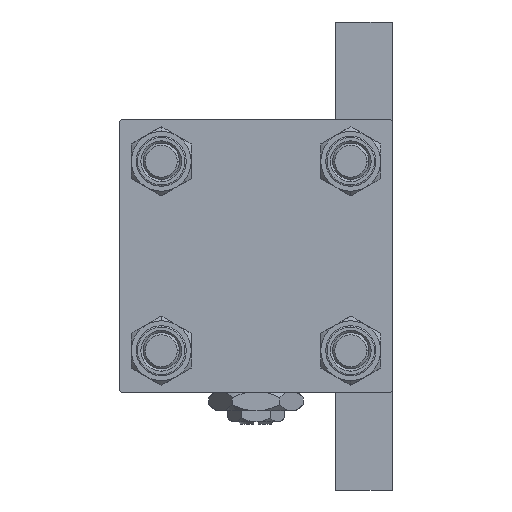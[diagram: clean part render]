
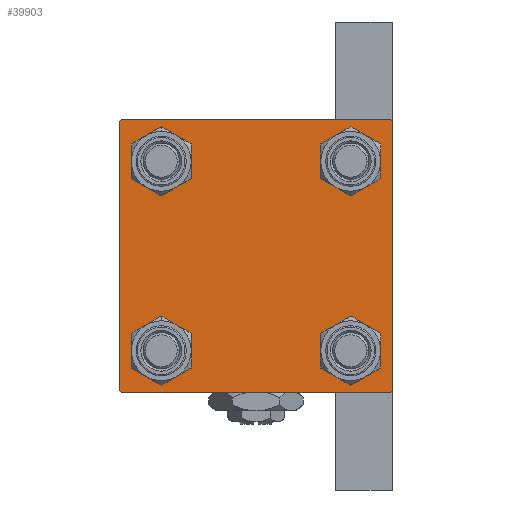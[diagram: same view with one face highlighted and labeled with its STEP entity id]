
A CAD part, left-side view. The second image highlights one B-rep face of the part: STEP entity #39903.
In plain terms, the highlighted planar face has unit normal (-1, 0, 0).
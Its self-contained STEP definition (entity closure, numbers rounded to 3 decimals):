
#764 = LINE ( 'NONE', #27621, #12121 ) ;
#1051 = EDGE_CURVE ( 'NONE', #9456, #29985, #44946, .T. ) ;
#1246 = ORIENTED_EDGE ( 'NONE', *, *, #26973, .T. ) ;
#1495 = FACE_BOUND ( 'NONE', #13807, .T. ) ;
#2416 = AXIS2_PLACEMENT_3D ( 'NONE', #26067, #40788, #5419 ) ;
#2452 = LINE ( 'NONE', #38071, #32057 ) ;
#3444 = CARTESIAN_POINT ( 'NONE',  ( 0., -20.85, -16.35 ) ) ;
#3489 = CARTESIAN_POINT ( 'NONE',  ( 0., 30., -30. ) ) ;
#3734 = EDGE_CURVE ( 'NONE', #30751, #9630, #26651, .T. ) ;
#4378 = DIRECTION ( 'NONE',  ( 1., 0., 0. ) ) ;
#4872 = DIRECTION ( 'NONE',  ( 1., 0., 0. ) ) ;
#4881 = EDGE_CURVE ( 'NONE', #30255, #33442, #18732, .T. ) ;
#4937 = EDGE_CURVE ( 'NONE', #49218, #45288, #764, .T. ) ;
#5012 = ORIENTED_EDGE ( 'NONE', *, *, #29585, .T. ) ;
#5072 = CARTESIAN_POINT ( 'NONE',  ( 0., 20.85, -25.35 ) ) ;
#5419 = DIRECTION ( 'NONE',  ( 0., 0., 1. ) ) ;
#5833 = CARTESIAN_POINT ( 'NONE',  ( 0., -30., -29.5 ) ) ;
#7149 = VECTOR ( 'NONE', #31035, 1000. ) ;
#7191 = CARTESIAN_POINT ( 'NONE',  ( 0., -29.75, 29.75 ) ) ;
#7262 = EDGE_LOOP ( 'NONE', ( #24961, #19233 ) ) ;
#8468 = VERTEX_POINT ( 'NONE', #25127 ) ;
#9456 = VERTEX_POINT ( 'NONE', #37768 ) ;
#9630 = VERTEX_POINT ( 'NONE', #44174 ) ;
#10197 = EDGE_CURVE ( 'NONE', #34441, #45288, #14410, .T. ) ;
#10300 = CARTESIAN_POINT ( 'NONE',  ( 0., 20.85, 16.35 ) ) ;
#10606 = VERTEX_POINT ( 'NONE', #28437 ) ;
#11801 = DIRECTION ( 'NONE',  ( 0., 0.707, -0.707 ) ) ;
#11883 = DIRECTION ( 'NONE',  ( 0., 0., 1. ) ) ;
#11901 = CIRCLE ( 'NONE', #48249, 4.5 ) ;
#11937 = VECTOR ( 'NONE', #15206, 1000. ) ;
#11953 = CARTESIAN_POINT ( 'NONE',  ( 0., 20.85, -20.85 ) ) ;
#12079 = DIRECTION ( 'NONE',  ( 1., 0., 0. ) ) ;
#12121 = VECTOR ( 'NONE', #43347, 1000. ) ;
#12240 = EDGE_CURVE ( 'NONE', #47948, #8468, #2452, .T. ) ;
#12262 = AXIS2_PLACEMENT_3D ( 'NONE', #21387, #37113, #45351 ) ;
#12395 = DIRECTION ( 'NONE',  ( 1., 0., 0. ) ) ;
#12678 = VECTOR ( 'NONE', #28626, 1000. ) ;
#13238 = EDGE_LOOP ( 'NONE', ( #5012, #34123 ) ) ;
#13367 = FACE_BOUND ( 'NONE', #7262, .T. ) ;
#13390 = EDGE_LOOP ( 'NONE', ( #22704, #35081 ) ) ;
#13642 = AXIS2_PLACEMENT_3D ( 'NONE', #11953, #50651, #23582 ) ;
#13807 = EDGE_LOOP ( 'NONE', ( #18916, #36809 ) ) ;
#14001 = CARTESIAN_POINT ( 'NONE',  ( 0., 30., -29.5 ) ) ;
#14098 = EDGE_CURVE ( 'NONE', #35060, #10606, #37920, .T. ) ;
#14229 = AXIS2_PLACEMENT_3D ( 'NONE', #16773, #4872, #24767 ) ;
#14410 = LINE ( 'NONE', #42017, #42698 ) ;
#14573 = DIRECTION ( 'NONE',  ( 0., -1., 0. ) ) ;
#15022 = DIRECTION ( 'NONE',  ( 0., 0., 1. ) ) ;
#15206 = DIRECTION ( 'NONE',  ( 0., 0.707, 0.707 ) ) ;
#15783 = DIRECTION ( 'NONE',  ( 1., 0., 0. ) ) ;
#15962 = CARTESIAN_POINT ( 'NONE',  ( 0., 20.85, 20.85 ) ) ;
#16396 = CIRCLE ( 'NONE', #22186, 4.5 ) ;
#16773 = CARTESIAN_POINT ( 'NONE',  ( 0., 20.85, -20.85 ) ) ;
#17644 = ORIENTED_EDGE ( 'NONE', *, *, #29008, .T. ) ;
#18159 = CARTESIAN_POINT ( 'NONE',  ( 0., -30., 29.5 ) ) ;
#18732 = CIRCLE ( 'NONE', #21215, 4.5 ) ;
#18916 = ORIENTED_EDGE ( 'NONE', *, *, #34033, .T. ) ;
#19059 = DIRECTION ( 'NONE',  ( 0., -0.707, 0.707 ) ) ;
#19233 = ORIENTED_EDGE ( 'NONE', *, *, #20175, .T. ) ;
#19250 = DIRECTION ( 'NONE',  ( 0., -1., 0. ) ) ;
#19750 = CIRCLE ( 'NONE', #2416, 4.5 ) ;
#20175 = EDGE_CURVE ( 'NONE', #29985, #9456, #37258, .T. ) ;
#21215 = AXIS2_PLACEMENT_3D ( 'NONE', #43599, #4378, #31738 ) ;
#21387 = CARTESIAN_POINT ( 'NONE',  ( 0., 0., 0. ) ) ;
#22186 = AXIS2_PLACEMENT_3D ( 'NONE', #15962, #12079, #43825 ) ;
#22387 = ORIENTED_EDGE ( 'NONE', *, *, #10197, .T. ) ;
#22704 = ORIENTED_EDGE ( 'NONE', *, *, #39666, .T. ) ;
#23582 = DIRECTION ( 'NONE',  ( 0., 0., 1. ) ) ;
#24024 = CARTESIAN_POINT ( 'NONE',  ( 0., -20.85, -20.85 ) ) ;
#24481 = CARTESIAN_POINT ( 'NONE',  ( 0., -20.85, -25.35 ) ) ;
#24506 = DIRECTION ( 'NONE',  ( 0., 0., 1. ) ) ;
#24767 = DIRECTION ( 'NONE',  ( 0., 0., 1. ) ) ;
#24961 = ORIENTED_EDGE ( 'NONE', *, *, #1051, .T. ) ;
#25114 = EDGE_CURVE ( 'NONE', #31955, #30751, #32510, .T. ) ;
#25127 = CARTESIAN_POINT ( 'NONE',  ( 0., -29.5, 30. ) ) ;
#26052 = ORIENTED_EDGE ( 'NONE', *, *, #3734, .T. ) ;
#26067 = CARTESIAN_POINT ( 'NONE',  ( 0., -20.85, -20.85 ) ) ;
#26387 = AXIS2_PLACEMENT_3D ( 'NONE', #46999, #15783, #15022 ) ;
#26651 = LINE ( 'NONE', #42144, #7149 ) ;
#26973 = EDGE_CURVE ( 'NONE', #49218, #8468, #50788, .T. ) ;
#27621 = CARTESIAN_POINT ( 'NONE',  ( 0., -30., 30. ) ) ;
#28437 = CARTESIAN_POINT ( 'NONE',  ( 0., 20.85, 25.35 ) ) ;
#28626 = DIRECTION ( 'NONE',  ( 0., 0., -1. ) ) ;
#28798 = CARTESIAN_POINT ( 'NONE',  ( 0., -20.85, 25.35 ) ) ;
#29007 = CARTESIAN_POINT ( 'NONE',  ( 0., 29.75, 29.75 ) ) ;
#29008 = EDGE_CURVE ( 'NONE', #47948, #31955, #39665, .T. ) ;
#29098 = FACE_OUTER_BOUND ( 'NONE', #36058, .T. ) ;
#29585 = EDGE_CURVE ( 'NONE', #33442, #30255, #11901, .T. ) ;
#29985 = VERTEX_POINT ( 'NONE', #5072 ) ;
#30255 = VERTEX_POINT ( 'NONE', #37781 ) ;
#30751 = VERTEX_POINT ( 'NONE', #14001 ) ;
#31035 = DIRECTION ( 'NONE',  ( 0., -0.707, -0.707 ) ) ;
#31587 = ORIENTED_EDGE ( 'NONE', *, *, #25114, .T. ) ;
#31738 = DIRECTION ( 'NONE',  ( 0., 0., 1. ) ) ;
#31955 = VERTEX_POINT ( 'NONE', #41038 ) ;
#32057 = VECTOR ( 'NONE', #14573, 1000. ) ;
#32510 = LINE ( 'NONE', #48234, #12678 ) ;
#33442 = VERTEX_POINT ( 'NONE', #28798 ) ;
#34033 = EDGE_CURVE ( 'NONE', #46544, #40837, #43380, .T. ) ;
#34123 = ORIENTED_EDGE ( 'NONE', *, *, #4881, .T. ) ;
#34441 = VERTEX_POINT ( 'NONE', #46533 ) ;
#35060 = VERTEX_POINT ( 'NONE', #10300 ) ;
#35081 = ORIENTED_EDGE ( 'NONE', *, *, #14098, .T. ) ;
#35228 = ORIENTED_EDGE ( 'NONE', *, *, #50031, .T. ) ;
#35617 = CARTESIAN_POINT ( 'NONE',  ( 0., -20.85, 20.85 ) ) ;
#36058 = EDGE_LOOP ( 'NONE', ( #31587, #26052, #35228, #22387, #48351, #1246, #45500, #17644 ) ) ;
#36809 = ORIENTED_EDGE ( 'NONE', *, *, #44736, .T. ) ;
#37113 = DIRECTION ( 'NONE',  ( -1., 0., 0. ) ) ;
#37258 = CIRCLE ( 'NONE', #14229, 4.5 ) ;
#37614 = FACE_BOUND ( 'NONE', #13238, .T. ) ;
#37768 = CARTESIAN_POINT ( 'NONE',  ( 0., 20.85, -16.35 ) ) ;
#37781 = CARTESIAN_POINT ( 'NONE',  ( 0., -20.85, 16.35 ) ) ;
#37920 = CIRCLE ( 'NONE', #26387, 4.5 ) ;
#38071 = CARTESIAN_POINT ( 'NONE',  ( 0., 30., 30. ) ) ;
#38853 = LINE ( 'NONE', #3489, #39536 ) ;
#39536 = VECTOR ( 'NONE', #19250, 1000. ) ;
#39665 = LINE ( 'NONE', #29007, #45786 ) ;
#39666 = EDGE_CURVE ( 'NONE', #10606, #35060, #16396, .T. ) ;
#39903 = ADVANCED_FACE ( 'NONE', ( #37614, #1495, #13367, #48192, #29098 ), #44837, .T. ) ;
#40788 = DIRECTION ( 'NONE',  ( 1., 0., 0. ) ) ;
#40837 = VERTEX_POINT ( 'NONE', #24481 ) ;
#41038 = CARTESIAN_POINT ( 'NONE',  ( 0., 30., 29.5 ) ) ;
#42017 = CARTESIAN_POINT ( 'NONE',  ( 0., -29.75, -29.75 ) ) ;
#42144 = CARTESIAN_POINT ( 'NONE',  ( 0., 29.75, -29.75 ) ) ;
#42574 = AXIS2_PLACEMENT_3D ( 'NONE', #24024, #12395, #11883 ) ;
#42698 = VECTOR ( 'NONE', #19059, 1000. ) ;
#43347 = DIRECTION ( 'NONE',  ( 0., 0., -1. ) ) ;
#43380 = CIRCLE ( 'NONE', #42574, 4.5 ) ;
#43599 = CARTESIAN_POINT ( 'NONE',  ( 0., -20.85, 20.85 ) ) ;
#43825 = DIRECTION ( 'NONE',  ( 0., 0., 1. ) ) ;
#44114 = DIRECTION ( 'NONE',  ( 1., 0., 0. ) ) ;
#44174 = CARTESIAN_POINT ( 'NONE',  ( 0., 29.5, -30. ) ) ;
#44736 = EDGE_CURVE ( 'NONE', #40837, #46544, #19750, .T. ) ;
#44837 = PLANE ( 'NONE',  #12262 ) ;
#44946 = CIRCLE ( 'NONE', #13642, 4.5 ) ;
#45288 = VERTEX_POINT ( 'NONE', #5833 ) ;
#45351 = DIRECTION ( 'NONE',  ( 0., 0., 1. ) ) ;
#45500 = ORIENTED_EDGE ( 'NONE', *, *, #12240, .F. ) ;
#45786 = VECTOR ( 'NONE', #11801, 1000. ) ;
#46533 = CARTESIAN_POINT ( 'NONE',  ( 0., -29.5, -30. ) ) ;
#46544 = VERTEX_POINT ( 'NONE', #3444 ) ;
#46999 = CARTESIAN_POINT ( 'NONE',  ( 0., 20.85, 20.85 ) ) ;
#47948 = VERTEX_POINT ( 'NONE', #49418 ) ;
#48192 = FACE_BOUND ( 'NONE', #13390, .T. ) ;
#48234 = CARTESIAN_POINT ( 'NONE',  ( 0., 30., 30. ) ) ;
#48249 = AXIS2_PLACEMENT_3D ( 'NONE', #35617, #44114, #24506 ) ;
#48351 = ORIENTED_EDGE ( 'NONE', *, *, #4937, .F. ) ;
#49218 = VERTEX_POINT ( 'NONE', #18159 ) ;
#49418 = CARTESIAN_POINT ( 'NONE',  ( 0., 29.5, 30. ) ) ;
#50031 = EDGE_CURVE ( 'NONE', #9630, #34441, #38853, .T. ) ;
#50651 = DIRECTION ( 'NONE',  ( 1., 0., 0. ) ) ;
#50788 = LINE ( 'NONE', #7191, #11937 ) ;
